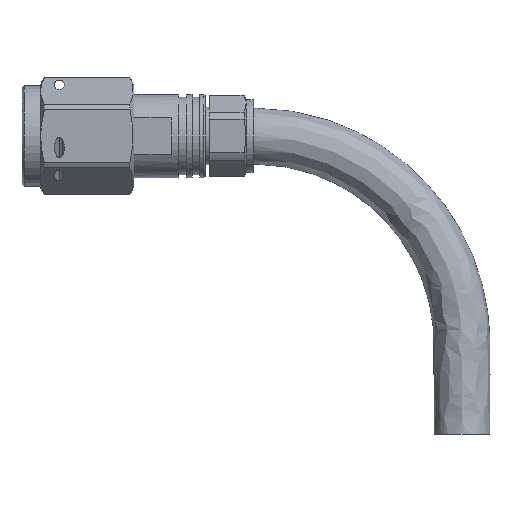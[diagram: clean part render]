
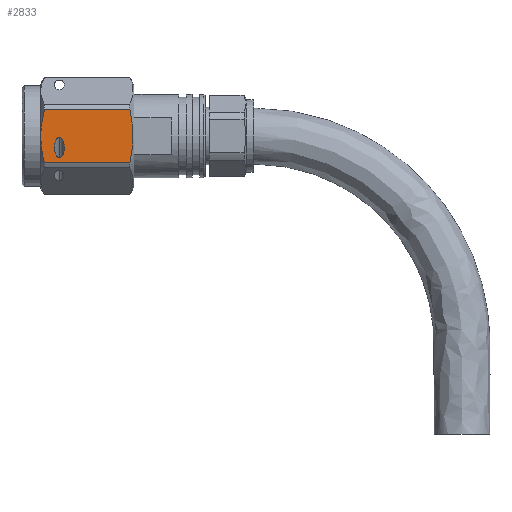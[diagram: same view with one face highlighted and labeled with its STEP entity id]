
A CAD part, top view. The second image highlights one B-rep face of the part: STEP entity #2833.
In plain terms, the highlighted planar face has unit normal (0, 0, 1).
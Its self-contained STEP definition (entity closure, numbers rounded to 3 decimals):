
#29 = CARTESIAN_POINT ( 'NONE',  ( 2.246, -0.596, 7. ) ) ;
#102 = EDGE_LOOP ( 'NONE', ( #2632, #4658, #2556, #2807 ) ) ;
#188 = CARTESIAN_POINT ( 'NONE',  ( 14.197, 3.559, 7. ) ) ;
#331 = CARTESIAN_POINT ( 'NONE',  ( 4.72, -0.209, 7. ) ) ;
#391 = PLANE ( 'NONE',  #2516 ) ;
#395 = CARTESIAN_POINT ( 'NONE',  ( 2.323, -1.497, 7. ) ) ;
#396 = CARTESIAN_POINT ( 'NONE',  ( 4.72, -2.908, 7. ) ) ;
#398 = ORIENTED_EDGE ( 'NONE', *, *, #1036, .F. ) ;
#423 = CARTESIAN_POINT ( 'NONE',  ( 14.197, -3.559, 7. ) ) ;
#536 = VERTEX_POINT ( 'NONE', #188 ) ;
#694 = EDGE_CURVE ( 'NONE', #4283, #2561, #4170, .T. ) ;
#718 = EDGE_LOOP ( 'NONE', ( #2002, #398 ) ) ;
#739 = DIRECTION ( 'NONE',  ( 0., 1., 0. ) ) ;
#742 = CARTESIAN_POINT ( 'NONE',  ( 2.575, -2.977, 7. ) ) ;
#769 = CARTESIAN_POINT ( 'NONE',  ( 14.46, -2.392, 7. ) ) ;
#914 =( BOUNDED_CURVE ( )  B_SPLINE_CURVE ( 3, ( #2110, #2102, #2466, #331 ),
 .UNSPECIFIED., .F., .F. ) 
 B_SPLINE_CURVE_WITH_KNOTS ( ( 4, 4 ),
 ( 3.142, 6.283 ),
 .UNSPECIFIED. ) 
 CURVE ( )  GEOMETRIC_REPRESENTATION_ITEM ( )  RATIONAL_B_SPLINE_CURVE ( ( 1., 0.333, 0.333, 1. ) ) 
 REPRESENTATION_ITEM ( '' )  );
#1035 = CARTESIAN_POINT ( 'NONE',  ( 3.371, -2.908, 7. ) ) ;
#1036 = EDGE_CURVE ( 'NONE', #4620, #4339, #3922, .T. ) ;
#1067 = B_SPLINE_CURVE_WITH_KNOTS ( 'NONE', 3,
 ( #1448, #3612, #4342, #2174, #29, #2542, #395, #2898, #742, #3257 ),
 .UNSPECIFIED., .F., .F.,
 ( 4, 2, 2, 2, 4 ),
 ( 0.022, 0.026, 0.027, 0.027, 0.029 ),
 .UNSPECIFIED. ) ;
#1087 = CARTESIAN_POINT ( 'NONE',  ( 4.72, -0.209, 7. ) ) ;
#1105 = DIRECTION ( 'NONE',  ( 1., 0., 0. ) ) ;
#1136 = CARTESIAN_POINT ( 'NONE',  ( 14.621, 0.282, 7. ) ) ;
#1322 = FACE_BOUND ( 'NONE', #718, .T. ) ;
#1375 = EDGE_CURVE ( 'NONE', #1385, #536, #3937, .T. ) ;
#1385 = VERTEX_POINT ( 'NONE', #2192 ) ;
#1446 = CARTESIAN_POINT ( 'NONE',  ( -0.28, 7.38, 7. ) ) ;
#1448 = CARTESIAN_POINT ( 'NONE',  ( 2.727, 3.559, 7. ) ) ;
#1496 = CARTESIAN_POINT ( 'NONE',  ( 14.574, 1.185, 7. ) ) ;
#1603 = CARTESIAN_POINT ( 'NONE',  ( 0., -3.559, 7. ) ) ;
#1851 = CARTESIAN_POINT ( 'NONE',  ( 14.436, 2.386, 7. ) ) ;
#2002 = ORIENTED_EDGE ( 'NONE', *, *, #4128, .F. ) ;
#2102 = CARTESIAN_POINT ( 'NONE',  ( 6.07, -2.908, 7. ) ) ;
#2110 = CARTESIAN_POINT ( 'NONE',  ( 4.72, -2.908, 7. ) ) ;
#2133 = VECTOR ( 'NONE', #1105, 1000. ) ;
#2137 = VECTOR ( 'NONE', #4124, 1000. ) ;
#2174 = CARTESIAN_POINT ( 'NONE',  ( 2.234, -0.291, 7. ) ) ;
#2192 = CARTESIAN_POINT ( 'NONE',  ( 2.727, 3.559, 7. ) ) ;
#2217 = CARTESIAN_POINT ( 'NONE',  ( 14.197, 3.559, 7. ) ) ;
#2466 = CARTESIAN_POINT ( 'NONE',  ( 6.07, -0.209, 7. ) ) ;
#2516 = AXIS2_PLACEMENT_3D ( 'NONE', #1446, #2892, #739 ) ;
#2517 = B_SPLINE_CURVE_WITH_KNOTS ( 'NONE', 3,
 ( #423, #769, #3280, #1136, #3658, #1496, #4015, #1851, #4382, #2217 ),
 .UNSPECIFIED., .F., .F.,
 ( 4, 2, 2, 2, 4 ),
 ( 0.01, 0.014, 0.015, 0.016, 0.018 ),
 .UNSPECIFIED. ) ;
#2542 = CARTESIAN_POINT ( 'NONE',  ( 2.29, -1.198, 7. ) ) ;
#2556 = ORIENTED_EDGE ( 'NONE', *, *, #4623, .T. ) ;
#2561 = VERTEX_POINT ( 'NONE', #2764 ) ;
#2632 = ORIENTED_EDGE ( 'NONE', *, *, #3660, .T. ) ;
#2764 = CARTESIAN_POINT ( 'NONE',  ( 2.727, -3.559, 7. ) ) ;
#2807 = ORIENTED_EDGE ( 'NONE', *, *, #694, .F. ) ;
#2828 = CARTESIAN_POINT ( 'NONE',  ( 4.72, -0.209, 7. ) ) ;
#2833 = ADVANCED_FACE ( 'NONE', ( #1322, #2887 ), #391, .F. ) ;
#2867 = CARTESIAN_POINT ( 'NONE',  ( 0., 3.559, 7. ) ) ;
#2887 = FACE_OUTER_BOUND ( 'NONE', #102, .T. ) ;
#2892 = DIRECTION ( 'NONE',  ( 0., 0., -1. ) ) ;
#2898 = CARTESIAN_POINT ( 'NONE',  ( 2.451, -2.39, 7. ) ) ;
#3187 = CARTESIAN_POINT ( 'NONE',  ( 3.371, -0.209, 7. ) ) ;
#3215 = CARTESIAN_POINT ( 'NONE',  ( 14.197, -3.559, 7. ) ) ;
#3257 = CARTESIAN_POINT ( 'NONE',  ( 2.727, -3.559, 7. ) ) ;
#3280 = CARTESIAN_POINT ( 'NONE',  ( 14.619, -1.214, 7. ) ) ;
#3612 = CARTESIAN_POINT ( 'NONE',  ( 2.424, 2.4, 7. ) ) ;
#3658 = CARTESIAN_POINT ( 'NONE',  ( 14.612, 0.582, 7. ) ) ;
#3660 = EDGE_CURVE ( 'NONE', #4283, #536, #2517, .T. ) ;
#3922 =( BOUNDED_CURVE ( )  B_SPLINE_CURVE ( 3, ( #2828, #3187, #1035, #4135 ),
 .UNSPECIFIED., .F., .F. ) 
 B_SPLINE_CURVE_WITH_KNOTS ( ( 4, 4 ),
 ( 0., 3.142 ),
 .UNSPECIFIED. ) 
 CURVE ( )  GEOMETRIC_REPRESENTATION_ITEM ( )  RATIONAL_B_SPLINE_CURVE ( ( 1., 0.333, 0.333, 1. ) ) 
 REPRESENTATION_ITEM ( '' )  );
#3937 = LINE ( 'NONE', #2867, #2133 ) ;
#4015 = CARTESIAN_POINT ( 'NONE',  ( 14.546, 1.488, 7. ) ) ;
#4124 = DIRECTION ( 'NONE',  ( -1., 0., 0. ) ) ;
#4128 = EDGE_CURVE ( 'NONE', #4339, #4620, #914, .T. ) ;
#4135 = CARTESIAN_POINT ( 'NONE',  ( 4.72, -2.908, 7. ) ) ;
#4170 = LINE ( 'NONE', #1603, #2137 ) ;
#4283 = VERTEX_POINT ( 'NONE', #3215 ) ;
#4339 = VERTEX_POINT ( 'NONE', #396 ) ;
#4342 = CARTESIAN_POINT ( 'NONE',  ( 2.236, 1.222, 7. ) ) ;
#4382 = CARTESIAN_POINT ( 'NONE',  ( 14.328, 2.976, 7. ) ) ;
#4620 = VERTEX_POINT ( 'NONE', #1087 ) ;
#4623 = EDGE_CURVE ( 'NONE', #1385, #2561, #1067, .T. ) ;
#4658 = ORIENTED_EDGE ( 'NONE', *, *, #1375, .F. ) ;
